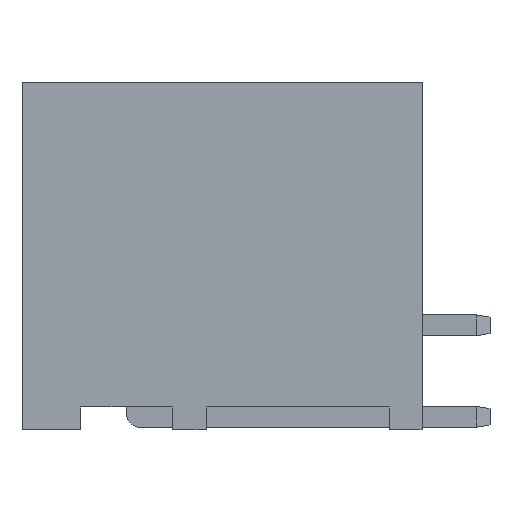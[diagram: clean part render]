
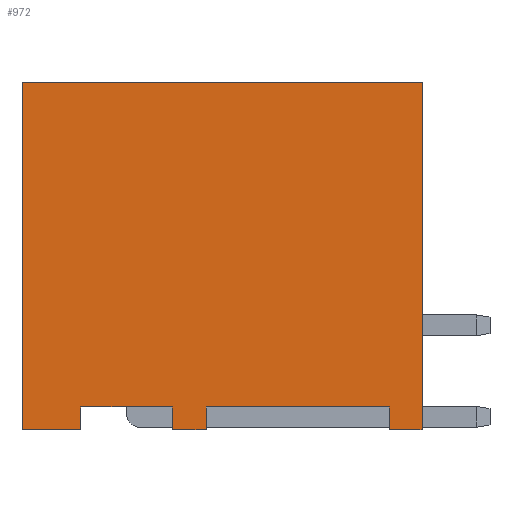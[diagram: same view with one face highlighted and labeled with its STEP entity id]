
A CAD part, left-side view. The second image highlights one B-rep face of the part: STEP entity #972.
In plain terms, the highlighted planar face has unit normal (-1, 0, 0).
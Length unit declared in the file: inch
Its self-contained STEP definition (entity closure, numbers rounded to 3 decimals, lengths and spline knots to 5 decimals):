
#14 = PLANE ( 'NONE',  #2746 ) ;
#83 = DIRECTION ( 'NONE',  ( 0., -1., 0. ) ) ;
#101 = CARTESIAN_POINT ( 'NONE',  ( -0.0689, 0., 0.26181 ) ) ;
#220 = ORIENTED_EDGE ( 'NONE', *, *, #1811, .T. ) ;
#243 = VECTOR ( 'NONE', #6003, 39.37008 ) ;
#267 = CARTESIAN_POINT ( 'NONE',  ( -0.0689, 0.37598, -0.26181 ) ) ;
#440 = EDGE_CURVE ( 'NONE', #1600, #4956, #2132, .T. ) ;
#680 = VERTEX_POINT ( 'NONE', #2504 ) ;
#721 = DIRECTION ( 'NONE',  ( 0., -1., 0. ) ) ;
#802 = CARTESIAN_POINT ( 'NONE',  ( -0.0689, 0.60236, 0.26181 ) ) ;
#811 = EDGE_LOOP ( 'NONE', ( #4714, #5839, #2736, #2950, #5293, #2880, #5432, #220, #5899, #2554, #1042, #3597 ) ) ;
#972 = ADVANCED_FACE ( 'NONE', ( #3581 ), #14, .F. ) ;
#1042 = ORIENTED_EDGE ( 'NONE', *, *, #2055, .T. ) ;
#1077 = EDGE_CURVE ( 'NONE', #4956, #4305, #3903, .T. ) ;
#1337 = VECTOR ( 'NONE', #3343, 39.37008 ) ;
#1457 = LINE ( 'NONE', #1520, #6039 ) ;
#1477 = CARTESIAN_POINT ( 'NONE',  ( -0.0689, 0.37598, -0.22736 ) ) ;
#1520 = CARTESIAN_POINT ( 'NONE',  ( -0.0689, 0.60236, -0.26181 ) ) ;
#1600 = VERTEX_POINT ( 'NONE', #5022 ) ;
#1611 = CARTESIAN_POINT ( 'NONE',  ( -0.0689, 0.3248, -0.22736 ) ) ;
#1701 = LINE ( 'NONE', #5026, #243 ) ;
#1726 = CARTESIAN_POINT ( 'NONE',  ( -0.0689, 0.60236, 0.26181 ) ) ;
#1753 = DIRECTION ( 'NONE',  ( 0., 0., 1. ) ) ;
#1765 = DIRECTION ( 'NONE',  ( 0., -1., 0. ) ) ;
#1767 = CARTESIAN_POINT ( 'NONE',  ( -0.0689, 0.60236, 0.26181 ) ) ;
#1796 = CARTESIAN_POINT ( 'NONE',  ( -0.0689, 0.3248, 0.26181 ) ) ;
#1811 = EDGE_CURVE ( 'NONE', #6050, #1600, #6085, .T. ) ;
#1825 = LINE ( 'NONE', #1796, #3439 ) ;
#1888 = CARTESIAN_POINT ( 'NONE',  ( -0.0689, 0.60236, -0.26181 ) ) ;
#1919 = VECTOR ( 'NONE', #4564, 39.37008 ) ;
#1958 = VECTOR ( 'NONE', #1753, 39.37008 ) ;
#2055 = EDGE_CURVE ( 'NONE', #4305, #4289, #1457, .T. ) ;
#2132 = LINE ( 'NONE', #4975, #1919 ) ;
#2184 = LINE ( 'NONE', #6096, #2466 ) ;
#2232 = VERTEX_POINT ( 'NONE', #3804 ) ;
#2346 = VERTEX_POINT ( 'NONE', #3924 ) ;
#2389 = DIRECTION ( 'NONE',  ( 0., 0., -1. ) ) ;
#2466 = VECTOR ( 'NONE', #1765, 39.37008 ) ;
#2504 = CARTESIAN_POINT ( 'NONE',  ( -0.0689, 0.60236, -0.26181 ) ) ;
#2554 = ORIENTED_EDGE ( 'NONE', *, *, #1077, .T. ) ;
#2691 = LINE ( 'NONE', #1726, #5944 ) ;
#2710 = DIRECTION ( 'NONE',  ( 0., 0., 1. ) ) ;
#2736 = ORIENTED_EDGE ( 'NONE', *, *, #4936, .T. ) ;
#2746 = AXIS2_PLACEMENT_3D ( 'NONE', #1767, #4094, #3611 ) ;
#2781 = EDGE_CURVE ( 'NONE', #5171, #5515, #2691, .T. ) ;
#2880 = ORIENTED_EDGE ( 'NONE', *, *, #5314, .F. ) ;
#2944 = CARTESIAN_POINT ( 'NONE',  ( -0.0689, 0.37598, 0.26181 ) ) ;
#2950 = ORIENTED_EDGE ( 'NONE', *, *, #4602, .T. ) ;
#3010 = CARTESIAN_POINT ( 'NONE',  ( -0.0689, 0.60236, -0.22736 ) ) ;
#3215 = CARTESIAN_POINT ( 'NONE',  ( -0.0689, 0.51378, -0.26181 ) ) ;
#3269 = LINE ( 'NONE', #802, #3772 ) ;
#3343 = DIRECTION ( 'NONE',  ( 0., -1., 0. ) ) ;
#3373 = VERTEX_POINT ( 'NONE', #4129 ) ;
#3389 = DIRECTION ( 'NONE',  ( 0., -1., 0. ) ) ;
#3439 = VECTOR ( 'NONE', #4735, 39.37008 ) ;
#3581 = FACE_OUTER_BOUND ( 'NONE', #811, .T. ) ;
#3597 = ORIENTED_EDGE ( 'NONE', *, *, #3791, .T. ) ;
#3611 = DIRECTION ( 'NONE',  ( 0., 0., -1. ) ) ;
#3750 = VECTOR ( 'NONE', #83, 39.37008 ) ;
#3772 = VECTOR ( 'NONE', #2710, 39.37008 ) ;
#3791 = EDGE_CURVE ( 'NONE', #4289, #5592, #1825, .T. ) ;
#3804 = CARTESIAN_POINT ( 'NONE',  ( -0.0689, 0.04921, -0.26181 ) ) ;
#3896 = EDGE_CURVE ( 'NONE', #5592, #2346, #4920, .T. ) ;
#3903 = LINE ( 'NONE', #2944, #5352 ) ;
#3924 = CARTESIAN_POINT ( 'NONE',  ( -0.0689, 0.04921, -0.22736 ) ) ;
#4061 = DIRECTION ( 'NONE',  ( 0., 0., 1. ) ) ;
#4094 = DIRECTION ( 'NONE',  ( 1., 0., 0. ) ) ;
#4129 = CARTESIAN_POINT ( 'NONE',  ( -0.0689, 0., -0.26181 ) ) ;
#4289 = VERTEX_POINT ( 'NONE', #5917 ) ;
#4305 = VERTEX_POINT ( 'NONE', #267 ) ;
#4427 = CARTESIAN_POINT ( 'NONE',  ( -0.0689, 0., 0.26181 ) ) ;
#4564 = DIRECTION ( 'NONE',  ( 0., -1., 0. ) ) ;
#4602 = EDGE_CURVE ( 'NONE', #3373, #5515, #5409, .T. ) ;
#4714 = ORIENTED_EDGE ( 'NONE', *, *, #3896, .T. ) ;
#4735 = DIRECTION ( 'NONE',  ( 0., 0., 1. ) ) ;
#4920 = LINE ( 'NONE', #3010, #3750 ) ;
#4936 = EDGE_CURVE ( 'NONE', #2232, #3373, #5810, .T. ) ;
#4956 = VERTEX_POINT ( 'NONE', #1477 ) ;
#4975 = CARTESIAN_POINT ( 'NONE',  ( -0.0689, 0.60236, -0.22736 ) ) ;
#5022 = CARTESIAN_POINT ( 'NONE',  ( -0.0689, 0.51378, -0.22736 ) ) ;
#5026 = CARTESIAN_POINT ( 'NONE',  ( -0.0689, 0.04921, 0.26181 ) ) ;
#5147 = CARTESIAN_POINT ( 'NONE',  ( -0.0689, 0.60236, 0.26181 ) ) ;
#5171 = VERTEX_POINT ( 'NONE', #5147 ) ;
#5293 = ORIENTED_EDGE ( 'NONE', *, *, #2781, .F. ) ;
#5314 = EDGE_CURVE ( 'NONE', #680, #5171, #3269, .T. ) ;
#5352 = VECTOR ( 'NONE', #2389, 39.37008 ) ;
#5409 = LINE ( 'NONE', #101, #5566 ) ;
#5432 = ORIENTED_EDGE ( 'NONE', *, *, #5937, .T. ) ;
#5487 = CARTESIAN_POINT ( 'NONE',  ( -0.0689, 0.51378, 0.26181 ) ) ;
#5515 = VERTEX_POINT ( 'NONE', #4427 ) ;
#5566 = VECTOR ( 'NONE', #4061, 39.37008 ) ;
#5592 = VERTEX_POINT ( 'NONE', #1611 ) ;
#5810 = LINE ( 'NONE', #1888, #1337 ) ;
#5839 = ORIENTED_EDGE ( 'NONE', *, *, #5989, .T. ) ;
#5899 = ORIENTED_EDGE ( 'NONE', *, *, #440, .T. ) ;
#5917 = CARTESIAN_POINT ( 'NONE',  ( -0.0689, 0.3248, -0.26181 ) ) ;
#5937 = EDGE_CURVE ( 'NONE', #680, #6050, #2184, .T. ) ;
#5944 = VECTOR ( 'NONE', #721, 39.37008 ) ;
#5989 = EDGE_CURVE ( 'NONE', #2346, #2232, #1701, .T. ) ;
#6003 = DIRECTION ( 'NONE',  ( 0., 0., -1. ) ) ;
#6039 = VECTOR ( 'NONE', #3389, 39.37008 ) ;
#6050 = VERTEX_POINT ( 'NONE', #3215 ) ;
#6085 = LINE ( 'NONE', #5487, #1958 ) ;
#6096 = CARTESIAN_POINT ( 'NONE',  ( -0.0689, 0.60236, -0.26181 ) ) ;
